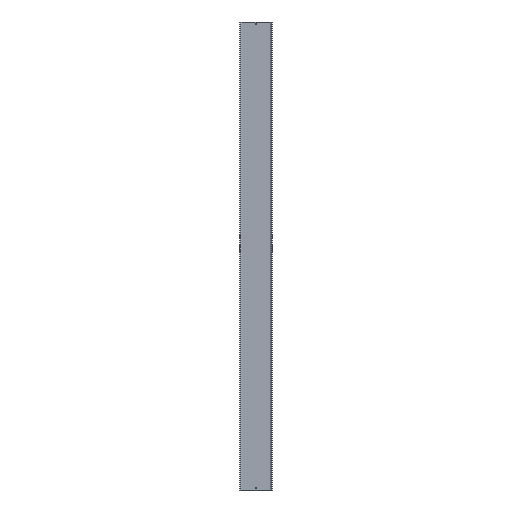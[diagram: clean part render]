
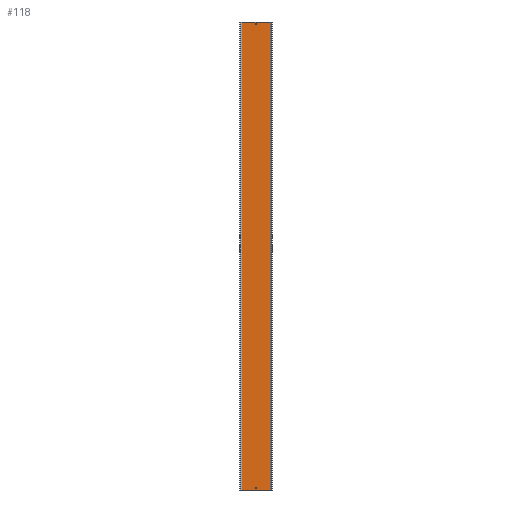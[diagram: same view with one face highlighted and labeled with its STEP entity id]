
A CAD part, front view. The second image highlights one B-rep face of the part: STEP entity #118.
In plain terms, the highlighted planar face has unit normal (0, -1, 0).
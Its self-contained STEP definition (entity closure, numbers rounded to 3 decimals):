
#2 = CARTESIAN_POINT ( 'NONE',  ( -2.75, -2., -1486. ) ) ;
#8 = VECTOR ( 'NONE', #457, 1000. ) ;
#31 = LINE ( 'NONE', #504, #573 ) ;
#32 = CARTESIAN_POINT ( 'NONE',  ( 2.75, -2., 1486. ) ) ;
#59 = DIRECTION ( 'NONE',  ( -1., 0., 0. ) ) ;
#65 = ORIENTED_EDGE ( 'NONE', *, *, #554, .T. ) ;
#68 = VERTEX_POINT ( 'NONE', #177 ) ;
#86 = EDGE_LOOP ( 'NONE', ( #188, #597 ) ) ;
#88 = DIRECTION ( 'NONE',  ( 0., 1., 0. ) ) ;
#103 = CARTESIAN_POINT ( 'NONE',  ( -91.817, -2., 1500. ) ) ;
#107 = CARTESIAN_POINT ( 'NONE',  ( -91.817, -2., 1500. ) ) ;
#115 = ORIENTED_EDGE ( 'NONE', *, *, #155, .F. ) ;
#118 = ADVANCED_FACE ( 'NONE', ( #374, #602, #234 ), #467, .F. ) ;
#122 = VERTEX_POINT ( 'NONE', #32 ) ;
#135 = VECTOR ( 'NONE', #441, 1000. ) ;
#144 = DIRECTION ( 'NONE',  ( -1., 0., 0. ) ) ;
#155 = EDGE_CURVE ( 'NONE', #545, #317, #231, .T. ) ;
#165 = VERTEX_POINT ( 'NONE', #570 ) ;
#173 = EDGE_CURVE ( 'NONE', #122, #590, #242, .T. ) ;
#177 = CARTESIAN_POINT ( 'NONE',  ( 91.817, -2., -1500. ) ) ;
#185 = DIRECTION ( 'NONE',  ( 0., -1., 0. ) ) ;
#187 = CARTESIAN_POINT ( 'NONE',  ( -2.75, -2., 1486. ) ) ;
#188 = ORIENTED_EDGE ( 'NONE', *, *, #589, .F. ) ;
#196 = LINE ( 'NONE', #103, #135 ) ;
#197 = ORIENTED_EDGE ( 'NONE', *, *, #405, .F. ) ;
#201 = DIRECTION ( 'NONE',  ( 0., -1., 0. ) ) ;
#207 = VECTOR ( 'NONE', #260, 1000. ) ;
#209 = EDGE_CURVE ( 'NONE', #165, #68, #519, .T. ) ;
#222 = DIRECTION ( 'NONE',  ( -1., 0., 0. ) ) ;
#225 = LINE ( 'NONE', #607, #8 ) ;
#231 = CIRCLE ( 'NONE', #593, 2.75 ) ;
#234 = FACE_OUTER_BOUND ( 'NONE', #499, .T. ) ;
#242 = CIRCLE ( 'NONE', #307, 2.75 ) ;
#254 = VERTEX_POINT ( 'NONE', #523 ) ;
#257 = CIRCLE ( 'NONE', #563, 2.75 ) ;
#258 = DIRECTION ( 'NONE',  ( -1., 0., 0. ) ) ;
#260 = DIRECTION ( 'NONE',  ( 1., 0., 0. ) ) ;
#302 = CARTESIAN_POINT ( 'NONE',  ( 2.75, -2., -1486. ) ) ;
#306 = DIRECTION ( 'NONE',  ( 0., -1., 0. ) ) ;
#307 = AXIS2_PLACEMENT_3D ( 'NONE', #579, #306, #144 ) ;
#317 = VERTEX_POINT ( 'NONE', #302 ) ;
#320 = DIRECTION ( 'NONE',  ( 0., -1., 0. ) ) ;
#322 = CARTESIAN_POINT ( 'NONE',  ( 94., -2., 1500. ) ) ;
#329 = DIRECTION ( 'NONE',  ( 0., 0., -1. ) ) ;
#333 = VERTEX_POINT ( 'NONE', #107 ) ;
#342 = CARTESIAN_POINT ( 'NONE',  ( 0., -2., -1486. ) ) ;
#364 = EDGE_LOOP ( 'NONE', ( #115, #388 ) ) ;
#374 = FACE_BOUND ( 'NONE', #364, .T. ) ;
#388 = ORIENTED_EDGE ( 'NONE', *, *, #482, .F. ) ;
#405 = EDGE_CURVE ( 'NONE', #333, #254, #225, .T. ) ;
#419 = EDGE_CURVE ( 'NONE', #254, #68, #31, .T. ) ;
#438 = CIRCLE ( 'NONE', #501, 2.75 ) ;
#441 = DIRECTION ( 'NONE',  ( 0., 0., -1. ) ) ;
#451 = ORIENTED_EDGE ( 'NONE', *, *, #419, .F. ) ;
#457 = DIRECTION ( 'NONE',  ( 1., 0., 0. ) ) ;
#467 = PLANE ( 'NONE',  #587 ) ;
#474 = CARTESIAN_POINT ( 'NONE',  ( 0., -2., 1486. ) ) ;
#482 = EDGE_CURVE ( 'NONE', #317, #545, #438, .T. ) ;
#499 = EDGE_LOOP ( 'NONE', ( #503, #451, #197, #65 ) ) ;
#501 = AXIS2_PLACEMENT_3D ( 'NONE', #551, #320, #562 ) ;
#503 = ORIENTED_EDGE ( 'NONE', *, *, #209, .T. ) ;
#504 = CARTESIAN_POINT ( 'NONE',  ( 91.817, -2., 1500. ) ) ;
#519 = LINE ( 'NONE', #582, #207 ) ;
#523 = CARTESIAN_POINT ( 'NONE',  ( 91.817, -2., 1500. ) ) ;
#545 = VERTEX_POINT ( 'NONE', #2 ) ;
#551 = CARTESIAN_POINT ( 'NONE',  ( 0., -2., -1486. ) ) ;
#554 = EDGE_CURVE ( 'NONE', #333, #165, #196, .T. ) ;
#562 = DIRECTION ( 'NONE',  ( -1., 0., 0. ) ) ;
#563 = AXIS2_PLACEMENT_3D ( 'NONE', #474, #201, #258 ) ;
#570 = CARTESIAN_POINT ( 'NONE',  ( -91.817, -2., -1500. ) ) ;
#573 = VECTOR ( 'NONE', #329, 1000. ) ;
#579 = CARTESIAN_POINT ( 'NONE',  ( 0., -2., 1486. ) ) ;
#582 = CARTESIAN_POINT ( 'NONE',  ( 94., -2., -1500. ) ) ;
#587 = AXIS2_PLACEMENT_3D ( 'NONE', #322, #88, #222 ) ;
#589 = EDGE_CURVE ( 'NONE', #590, #122, #257, .T. ) ;
#590 = VERTEX_POINT ( 'NONE', #187 ) ;
#593 = AXIS2_PLACEMENT_3D ( 'NONE', #342, #185, #59 ) ;
#597 = ORIENTED_EDGE ( 'NONE', *, *, #173, .F. ) ;
#602 = FACE_BOUND ( 'NONE', #86, .T. ) ;
#607 = CARTESIAN_POINT ( 'NONE',  ( 94., -2., 1500. ) ) ;
